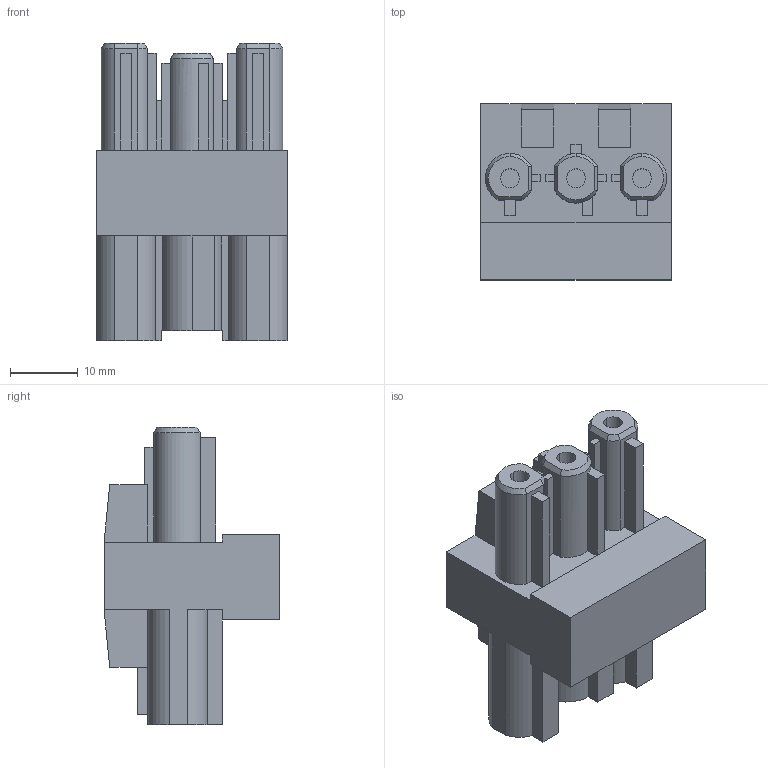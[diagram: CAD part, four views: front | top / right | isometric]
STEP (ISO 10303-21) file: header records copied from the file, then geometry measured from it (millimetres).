
FILE_DESCRIPTION (( 'STEP AP214' ), '1' );
FILE_NAME ('6530152', '2019-01-31T12:11:24', ( '' ), ('JUGARD+KÜNSTNER GmbH'), 'SwSTEP 2.0', 'SolidWorks 2017', '' );
FILE_SCHEMA (( 'AUTOMOTIVE_DESIGN' ));
Length unit declared in the file: millimetre
Products named in the file (1): 6530152_CNAJF00
Bounding box: 28.2 x 26 x 44 mm (x, y, z)
Volume: 12379.3 mm3; surface area: 8765.2 mm2
Topology: 1 solids, 1 shells, 199 faces, 537 edges, 345 vertices
Faces by surface type: plane 147, cylinder 40, cone 9, bspline 3
Entity records: 6205 total; most frequent: CARTESIAN_POINT 1157, ORIENTED_EDGE 1062, DIRECTION 1010, EDGE_CURVE 531, LINE 422, VECTOR 422, VERTEX_POINT 345, AXIS2_PLACEMENT_3D 294
